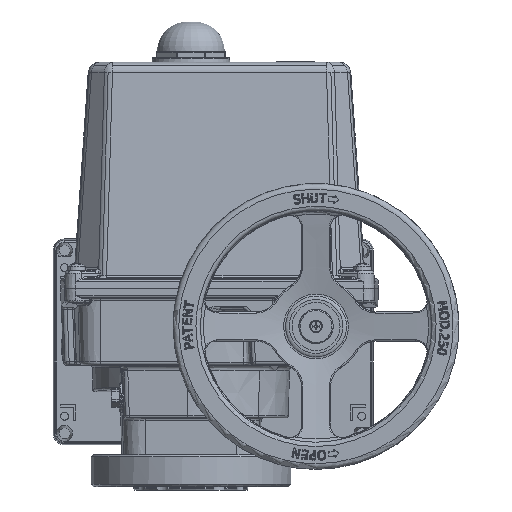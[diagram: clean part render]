
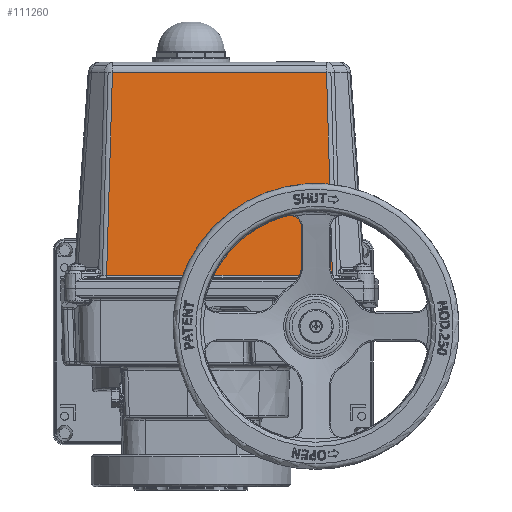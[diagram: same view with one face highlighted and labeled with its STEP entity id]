
A CAD part, left-side view. The second image highlights one B-rep face of the part: STEP entity #111260.
In plain terms, the highlighted planar face has unit normal (-0.998, 0, 0.07).
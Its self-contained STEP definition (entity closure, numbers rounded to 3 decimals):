
#97724=CARTESIAN_POINT('',(-100.676,73.717,184.791));
#97725=VERTEX_POINT('',#97724);
#98803=CARTESIAN_POINT('',(-100.676,-123.717,184.791));
#98804=VERTEX_POINT('',#98803);
#108490=CARTESIAN_POINT('',(-100.676,-123.717,184.791));
#108491=DIRECTION('',(-0.,1.,0.));
#108492=VECTOR('',#108491,197.435);
#108493=LINE('',#108490,#108492);
#108494=EDGE_CURVE('',#98804,#97725,#108493,.T.);
#109037=CARTESIAN_POINT('',(-88.305,68.593,361.698));
#109038=VERTEX_POINT('',#109037);
#109039=CARTESIAN_POINT('',(-100.676,73.717,184.791));
#109040=DIRECTION('',(0.07,-0.029,0.997));
#109041=VECTOR('',#109040,177.413);
#109042=LINE('',#109039,#109041);
#109043=EDGE_CURVE('',#97725,#109038,#109042,.T.);
#109697=CARTESIAN_POINT('',(-88.305,-118.593,361.698));
#109698=VERTEX_POINT('',#109697);
#111239=CARTESIAN_POINT('',(-101.5,-128.191,173.));
#111240=DIRECTION('',(-0.998,-0.,0.07));
#111241=DIRECTION('',(0.,-1.,-0.));
#111242=AXIS2_PLACEMENT_3D('',#111239,#111240,#111241);
#111243=PLANE('',#111242);
#111244=ORIENTED_EDGE('',*,*,#108494,.F.);
#111245=CARTESIAN_POINT('',(-88.305,-118.593,361.698));
#111246=DIRECTION('',(-0.07,-0.029,-0.997));
#111247=VECTOR('',#111246,177.413);
#111248=LINE('',#111245,#111247);
#111249=EDGE_CURVE('',#109698,#98804,#111248,.T.);
#111250=ORIENTED_EDGE('',*,*,#111249,.F.);
#111251=CARTESIAN_POINT('',(-88.305,68.593,361.698));
#111252=DIRECTION('',(0.,-1.,-0.));
#111253=VECTOR('',#111252,187.187);
#111254=LINE('',#111251,#111253);
#111255=EDGE_CURVE('',#109038,#109698,#111254,.T.);
#111256=ORIENTED_EDGE('',*,*,#111255,.F.);
#111257=ORIENTED_EDGE('',*,*,#109043,.F.);
#111258=EDGE_LOOP('',(#111244,#111250,#111256,#111257));
#111259=FACE_BOUND('',#111258,.T.);
#111260=ADVANCED_FACE('',(#111259),#111243,.T.);
